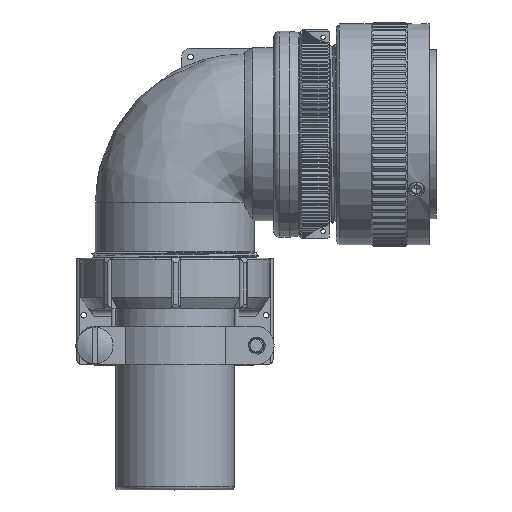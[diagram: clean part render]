
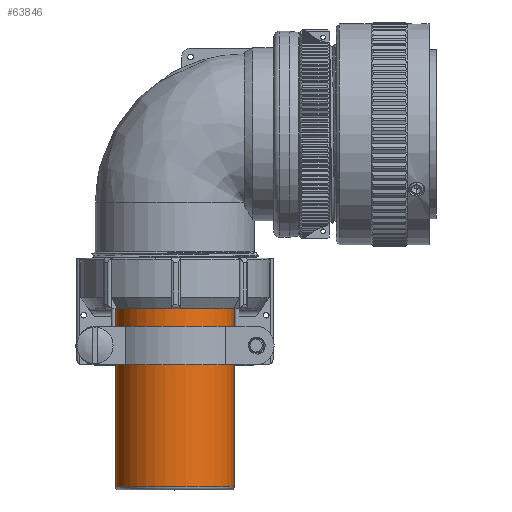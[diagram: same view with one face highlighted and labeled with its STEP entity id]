
A CAD part, top view. The second image highlights one B-rep face of the part: STEP entity #63846.
In plain terms, the highlighted cylindrical face has radius 15.75 mm (diameter 31.5 mm), a partial arc.
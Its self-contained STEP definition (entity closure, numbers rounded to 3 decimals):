
#2754=CARTESIAN_POINT('',(0.,-46.39,0.));
#2755=DIRECTION('',(0.,1.,0.));
#2756=DIRECTION('',(-1.,0.,0.012));
#2757=AXIS2_PLACEMENT_3D('',#2754,#2755,#2756);
#2782=DIRECTION('',(0.,1.,0.));
#2783=VECTOR('',#2782,47.243);
#2784=CARTESIAN_POINT('',(-15.749,-93.633,
0.192));
#2785=LINE('3824',#2784,#2783);
#2786=DIRECTION('',(0.,1.,0.));
#2787=VECTOR('',#2786,47.243);
#2788=CARTESIAN_POINT('',(15.749,-93.633,
-0.192));
#2789=LINE('3826',#2788,#2787);
#2790=CARTESIAN_POINT('',(0.,-93.633,0.));
#2791=DIRECTION('',(0.,1.,0.));
#2792=DIRECTION('',(-1.,0.,0.012));
#2793=AXIS2_PLACEMENT_3D('',#2790,#2791,#2792);
#2795=CARTESIAN_POINT('',(0.,-50.965,0.));
#2796=DIRECTION('',(0.,-1.,0.));
#2797=DIRECTION('',(0.509,0.,0.861));
#2798=AXIS2_PLACEMENT_3D('',#2795,#2796,#2797);
#2800=DIRECTION('',(0.,-1.,0.));
#2801=VECTOR('',#2800,2.495);
#2802=CARTESIAN_POINT('',(-7.765,-50.965,13.703));
#2803=LINE('3933',#2802,#2801);
#2804=CARTESIAN_POINT('',(0.,-53.46,0.));
#2805=DIRECTION('',(0.,-1.,0.));
#2806=DIRECTION('',(0.509,0.,0.861));
#2807=AXIS2_PLACEMENT_3D('',#2804,#2805,#2806);
#2809=DIRECTION('',(0.,-1.,0.));
#2810=VECTOR('',#2809,2.495);
#2811=CARTESIAN_POINT('',(8.014,-50.965,13.559));
#2812=LINE('3935',#2811,#2810);
#2813=CARTESIAN_POINT('',(0.,-61.255,0.));
#2814=DIRECTION('',(0.,-1.,0.));
#2815=DIRECTION('',(0.509,0.,0.861));
#2816=AXIS2_PLACEMENT_3D('',#2813,#2814,#2815);
#2818=DIRECTION('',(0.,-1.,0.));
#2819=VECTOR('',#2818,2.495);
#2820=CARTESIAN_POINT('',(8.014,-58.76,13.559));
#2821=LINE('3936',#2820,#2819);
#2822=CARTESIAN_POINT('',(0.,-58.76,0.));
#2823=DIRECTION('',(0.,-1.,0.));
#2824=DIRECTION('',(0.509,0.,0.861));
#2825=AXIS2_PLACEMENT_3D('',#2822,#2823,#2824);
#2827=DIRECTION('',(0.,-1.,0.));
#2828=VECTOR('',#2827,2.495);
#2829=CARTESIAN_POINT('',(-7.765,-58.76,13.703));
#2830=LINE('3934',#2829,#2828);
#57768=CARTESIAN_POINT('',(-15.749,-93.633,
0.192));
#57769=CARTESIAN_POINT('',(-15.749,-46.39,0.192));
#57770=VERTEX_POINT('',#57768);
#57771=VERTEX_POINT('',#57769);
#57776=CARTESIAN_POINT('',(15.749,-93.633,
-0.192));
#57777=CARTESIAN_POINT('',(15.749,-46.39,-0.192));
#57778=VERTEX_POINT('',#57776);
#57779=VERTEX_POINT('',#57777);
#57905=CARTESIAN_POINT('',(8.014,-50.965,13.559));
#57906=CARTESIAN_POINT('',(-7.765,-50.965,13.703));
#57907=VERTEX_POINT('',#57905);
#57908=VERTEX_POINT('',#57906);
#57909=CARTESIAN_POINT('',(8.014,-61.255,13.559));
#57910=CARTESIAN_POINT('',(-7.765,-61.255,13.703));
#57911=VERTEX_POINT('',#57909);
#57912=VERTEX_POINT('',#57910);
#57913=CARTESIAN_POINT('',(-7.765,-53.46,13.703));
#57914=VERTEX_POINT('',#57913);
#57915=CARTESIAN_POINT('',(-7.765,-58.76,13.703));
#57916=VERTEX_POINT('',#57915);
#57917=CARTESIAN_POINT('',(8.014,-53.46,13.559));
#57918=VERTEX_POINT('',#57917);
#57919=CARTESIAN_POINT('',(8.014,-58.76,13.559));
#57920=VERTEX_POINT('',#57919);
#63812=CARTESIAN_POINT('',(0.,-40.628,0.));
#63813=DIRECTION('',(0.,-1.,0.));
#63814=DIRECTION('',(1.,0.,-0.012));
#63815=AXIS2_PLACEMENT_3D('',#63812,#63813,#63814);
#63816=CYLINDRICAL_SURFACE('658',#63815,15.75);
#63818=ORIENTED_EDGE('3824',*,*,#63817,.T.);
#63819=ORIENTED_EDGE('3832',*,*,#63779,.T.);
#63821=ORIENTED_EDGE('3826',*,*,#63820,.F.);
#63823=ORIENTED_EDGE('3838',*,*,#63822,.F.);
#63824=EDGE_LOOP('658',(#63818,#63819,#63821,#63823));
#63825=FACE_OUTER_BOUND('658',#63824,.F.);
#63827=ORIENTED_EDGE('3931',*,*,#63826,.T.);
#63829=ORIENTED_EDGE('3933',*,*,#63828,.T.);
#63831=ORIENTED_EDGE('3938',*,*,#63830,.F.);
#63833=ORIENTED_EDGE('3935',*,*,#63832,.F.);
#63834=EDGE_LOOP('658',(#63827,#63829,#63831,#63833));
#63835=FACE_BOUND('658',#63834,.F.);
#63837=ORIENTED_EDGE('3932',*,*,#63836,.F.);
#63839=ORIENTED_EDGE('3936',*,*,#63838,.F.);
#63841=ORIENTED_EDGE('3937',*,*,#63840,.T.);
#63843=ORIENTED_EDGE('3934',*,*,#63842,.T.);
#63844=EDGE_LOOP('658',(#63837,#63839,#63841,#63843));
#63845=FACE_BOUND('658',#63844,.F.);
#2758=CIRCLE('3832',#2757,15.75);
#2794=CIRCLE('3838',#2793,15.75);
#2799=CIRCLE('3931',#2798,15.75);
#2808=CIRCLE('3938',#2807,15.75);
#2817=CIRCLE('3932',#2816,15.75);
#2826=CIRCLE('3937',#2825,15.75);
#63779=EDGE_CURVE('3832',#57771,#57779,#2758,.T.);
#63817=EDGE_CURVE('3824',#57770,#57771,#2785,.T.);
#63820=EDGE_CURVE('3826',#57778,#57779,#2789,.T.);
#63822=EDGE_CURVE('3838',#57770,#57778,#2794,.T.);
#63826=EDGE_CURVE('3931',#57907,#57908,#2799,.T.);
#63828=EDGE_CURVE('3933',#57908,#57914,#2803,.T.);
#63830=EDGE_CURVE('3938',#57918,#57914,#2808,.T.);
#63832=EDGE_CURVE('3935',#57907,#57918,#2812,.T.);
#63836=EDGE_CURVE('3932',#57911,#57912,#2817,.T.);
#63838=EDGE_CURVE('3936',#57920,#57911,#2821,.T.);
#63840=EDGE_CURVE('3937',#57920,#57916,#2826,.T.);
#63842=EDGE_CURVE('3934',#57916,#57912,#2830,.T.);
#63846=ADVANCED_FACE('658',(#63825,#63835,#63845),#63816,.T.);
